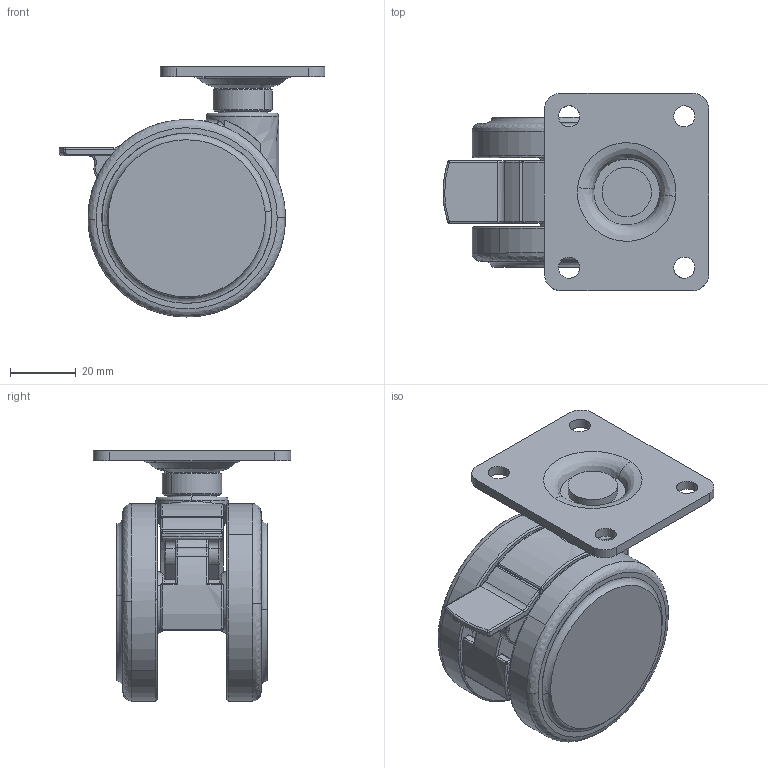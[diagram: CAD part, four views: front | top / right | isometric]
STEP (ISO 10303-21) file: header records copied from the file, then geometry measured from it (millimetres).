
FILE_DESCRIPTION((''),'2;1');
FILE_NAME('','2012-08-22T09:50:51',(''),(''),'','CADfix','');
FILE_SCHEMA(('AUTOMOTIVE_DESIGN { 1 0 10303 214 1 1 1 1 }'));
Length unit declared in the file: millimetre
Bounding box: 80.81 x 60 x 76 mm (x, y, z)
Volume: 91648.4 mm3; surface area: 36592.9 mm2
Topology: 6 solids, 6 shells, 286 faces, 857 edges, 594 vertices
Faces by surface type: bspline 286
Entity records: 15354 total; most frequent: CARTESIAN_POINT 10279, ORIENTED_EDGE 1714, EDGE_CURVE 857, B_SPLINE_CURVE_WITH_KNOTS 601, VERTEX_POINT 594, EDGE_LOOP 309, FACE_OUTER_BOUND 286, ADVANCED_FACE 286
